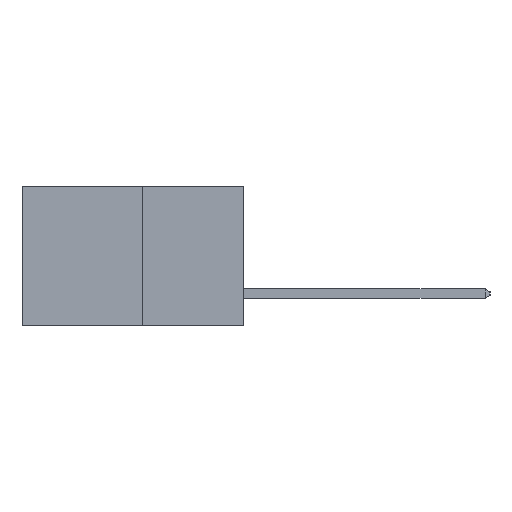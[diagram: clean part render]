
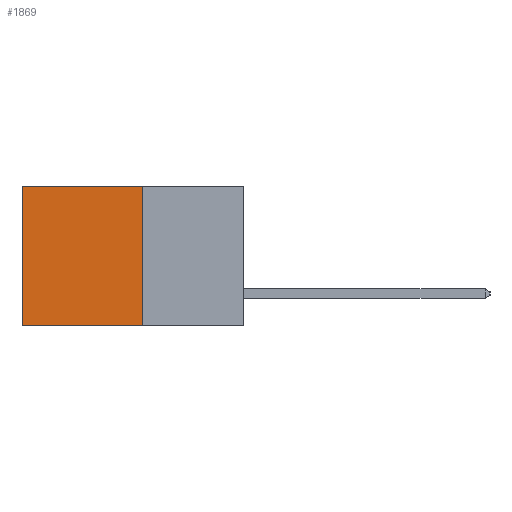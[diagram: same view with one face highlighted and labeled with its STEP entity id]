
A CAD part, left-side view. The second image highlights one B-rep face of the part: STEP entity #1869.
In plain terms, the highlighted planar face has unit normal (-1, 0, 0).
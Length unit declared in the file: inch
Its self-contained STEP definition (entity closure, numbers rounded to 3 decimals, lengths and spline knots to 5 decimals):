
#13 = ORIENTED_EDGE ( 'NONE', *, *, #413, .F. ) ;
#19 = CARTESIAN_POINT ( 'NONE',  ( 0.277, 0.59, -0.37 ) ) ;
#308 = DIRECTION ( 'NONE',  ( 0., 0., -1. ) ) ;
#338 = DIRECTION ( 'NONE',  ( 1., 0., 0. ) ) ;
#413 = EDGE_CURVE ( 'NONE', #10156, #6623, #4260, .T. ) ;
#491 = VECTOR ( 'NONE', #3336, 39.37008 ) ;
#755 = FACE_OUTER_BOUND ( 'NONE', #8539, .T. ) ;
#943 = CARTESIAN_POINT ( 'NONE',  ( 0.277, 0.27, -0.37 ) ) ;
#950 = VERTEX_POINT ( 'NONE', #6378 ) ;
#1040 = PLANE ( 'NONE',  #4909 ) ;
#1042 = ORIENTED_EDGE ( 'NONE', *, *, #3393, .F. ) ;
#1147 = EDGE_CURVE ( 'NONE', #10156, #9520, #7931, .T. ) ;
#1750 = CARTESIAN_POINT ( 'NONE',  ( 0.277, 0.27, 0. ) ) ;
#1869 = ADVANCED_FACE ( 'NONE', ( #755 ), #1040, .F. ) ;
#2175 = ORIENTED_EDGE ( 'NONE', *, *, #1147, .T. ) ;
#3319 = LINE ( 'NONE', #3432, #491 ) ;
#3336 = DIRECTION ( 'NONE',  ( 0., 1., 0. ) ) ;
#3393 = EDGE_CURVE ( 'NONE', #6623, #950, #3319, .T. ) ;
#3432 = CARTESIAN_POINT ( 'NONE',  ( 0.277, 0.27, -0.37 ) ) ;
#3526 = DIRECTION ( 'NONE',  ( 0., 0., -1. ) ) ;
#3866 = CARTESIAN_POINT ( 'NONE',  ( 0.277, 0.59, 0. ) ) ;
#4080 = ORIENTED_EDGE ( 'NONE', *, *, #7108, .T. ) ;
#4095 = CARTESIAN_POINT ( 'NONE',  ( 0.277, 0.27, -0.37 ) ) ;
#4260 = LINE ( 'NONE', #4861, #7968 ) ;
#4861 = CARTESIAN_POINT ( 'NONE',  ( 0.277, 0.27, -0.37 ) ) ;
#4909 = AXIS2_PLACEMENT_3D ( 'NONE', #943, #338, #308 ) ;
#4979 = DIRECTION ( 'NONE',  ( 0., 1., 0. ) ) ;
#5131 = LINE ( 'NONE', #19, #8844 ) ;
#6189 = VECTOR ( 'NONE', #4979, 39.37008 ) ;
#6378 = CARTESIAN_POINT ( 'NONE',  ( 0.277, 0.59, -0.37 ) ) ;
#6623 = VERTEX_POINT ( 'NONE', #4095 ) ;
#7108 = EDGE_CURVE ( 'NONE', #9520, #950, #5131, .T. ) ;
#7931 = LINE ( 'NONE', #1750, #6189 ) ;
#7968 = VECTOR ( 'NONE', #3526, 39.37008 ) ;
#8539 = EDGE_LOOP ( 'NONE', ( #4080, #1042, #13, #2175 ) ) ;
#8696 = DIRECTION ( 'NONE',  ( 0., 0., -1. ) ) ;
#8844 = VECTOR ( 'NONE', #8696, 39.37008 ) ;
#9520 = VERTEX_POINT ( 'NONE', #3866 ) ;
#10012 = CARTESIAN_POINT ( 'NONE',  ( 0.277, 0.27, 0. ) ) ;
#10156 = VERTEX_POINT ( 'NONE', #10012 ) ;
